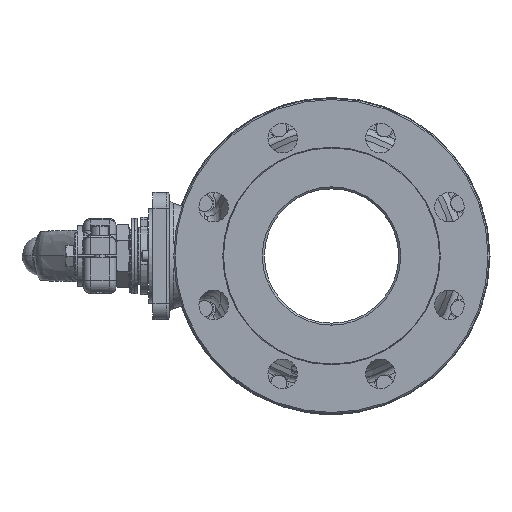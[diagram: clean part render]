
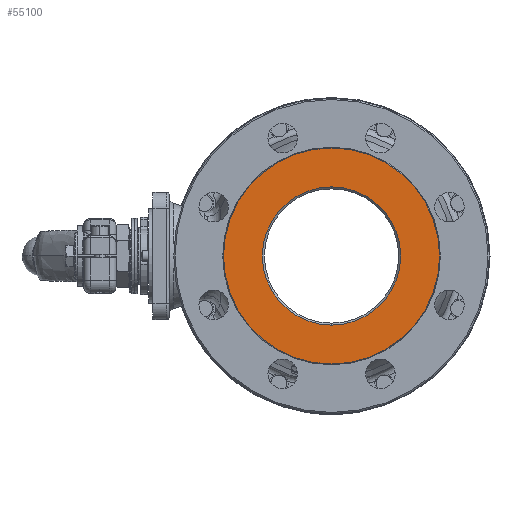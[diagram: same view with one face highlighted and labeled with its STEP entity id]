
A CAD part, left-side view. The second image highlights one B-rep face of the part: STEP entity #55100.
In plain terms, the highlighted planar face has unit normal (-1, 0, 0).
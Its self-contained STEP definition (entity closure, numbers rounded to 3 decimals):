
#368 = DIRECTION ( 'NONE',  ( -1., 0., 0. ) ) ;
#5031 = DIRECTION ( 'NONE',  ( -1., 0., 0. ) ) ;
#5314 = CARTESIAN_POINT ( 'NONE',  ( -91., 0., 0. ) ) ;
#6848 = CARTESIAN_POINT ( 'NONE',  ( -91., -80.464, 0. ) ) ;
#7526 = EDGE_CURVE ( 'NONE', #40804, #43289, #34880, .T. ) ;
#8502 = VERTEX_POINT ( 'NONE', #48770 ) ;
#9320 = DIRECTION ( 'NONE',  ( 0., 0., 1. ) ) ;
#9386 = AXIS2_PLACEMENT_3D ( 'NONE', #39930, #368, #9320 ) ;
#11918 = EDGE_CURVE ( 'NONE', #26041, #8502, #13036, .T. ) ;
#13036 = CIRCLE ( 'NONE', #52681, 80.464 ) ;
#14907 = CIRCLE ( 'NONE', #9386, 80.464 ) ;
#15224 = EDGE_LOOP ( 'NONE', ( #37405, #50205 ) ) ;
#18181 = ORIENTED_EDGE ( 'NONE', *, *, #7526, .T. ) ;
#24961 = CARTESIAN_POINT ( 'NONE',  ( -91., 0., 0. ) ) ;
#26041 = VERTEX_POINT ( 'NONE', #53923 ) ;
#26408 = DIRECTION ( 'NONE',  ( 0., 0., 1. ) ) ;
#26977 = DIRECTION ( 'NONE',  ( 0., 0., 1. ) ) ;
#27261 = CARTESIAN_POINT ( 'NONE',  ( -91., 0., 0. ) ) ;
#28225 = FACE_OUTER_BOUND ( 'NONE', #15224, .T. ) ;
#31535 = CARTESIAN_POINT ( 'NONE',  ( -91., 0., 51.5 ) ) ;
#32163 = DIRECTION ( 'NONE',  ( 1., 0., 0. ) ) ;
#34880 = CIRCLE ( 'NONE', #50535, 51.5 ) ;
#37180 = DIRECTION ( 'NONE',  ( 0., 0., 1. ) ) ;
#37405 = ORIENTED_EDGE ( 'NONE', *, *, #11918, .T. ) ;
#39072 = AXIS2_PLACEMENT_3D ( 'NONE', #6848, #40637, #37180 ) ;
#39930 = CARTESIAN_POINT ( 'NONE',  ( -91., 0., 0. ) ) ;
#40637 = DIRECTION ( 'NONE',  ( -1., 0., 0. ) ) ;
#40804 = VERTEX_POINT ( 'NONE', #31535 ) ;
#41842 = EDGE_CURVE ( 'NONE', #8502, #26041, #14907, .T. ) ;
#42877 = DIRECTION ( 'NONE',  ( 1., 0., 0. ) ) ;
#43289 = VERTEX_POINT ( 'NONE', #49112 ) ;
#46124 = FACE_BOUND ( 'NONE', #47820, .T. ) ;
#47207 = DIRECTION ( 'NONE',  ( 0., 0., 1. ) ) ;
#47820 = EDGE_LOOP ( 'NONE', ( #18181, #50319 ) ) ;
#48770 = CARTESIAN_POINT ( 'NONE',  ( -91., 0., 80.464 ) ) ;
#49112 = CARTESIAN_POINT ( 'NONE',  ( -91., 0., -51.5 ) ) ;
#50205 = ORIENTED_EDGE ( 'NONE', *, *, #41842, .T. ) ;
#50319 = ORIENTED_EDGE ( 'NONE', *, *, #56164, .T. ) ;
#50535 = AXIS2_PLACEMENT_3D ( 'NONE', #24961, #42877, #47207 ) ;
#52681 = AXIS2_PLACEMENT_3D ( 'NONE', #5314, #5031, #26408 ) ;
#53872 = CIRCLE ( 'NONE', #56647, 51.5 ) ;
#53923 = CARTESIAN_POINT ( 'NONE',  ( -91., 0., -80.464 ) ) ;
#54498 = PLANE ( 'NONE',  #39072 ) ;
#55100 = ADVANCED_FACE ( 'NONE', ( #46124, #28225 ), #54498, .T. ) ;
#56164 = EDGE_CURVE ( 'NONE', #43289, #40804, #53872, .T. ) ;
#56647 = AXIS2_PLACEMENT_3D ( 'NONE', #27261, #32163, #26977 ) ;
